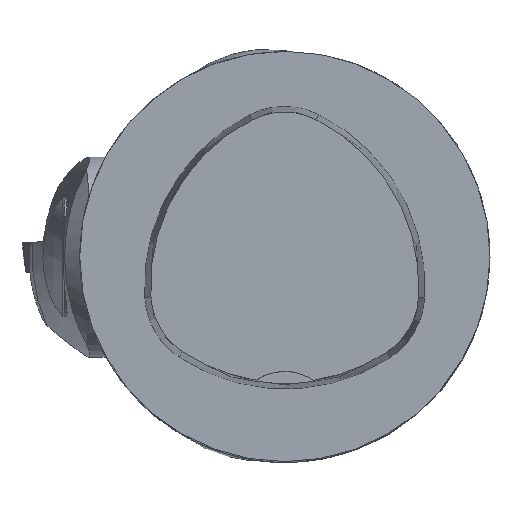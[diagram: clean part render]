
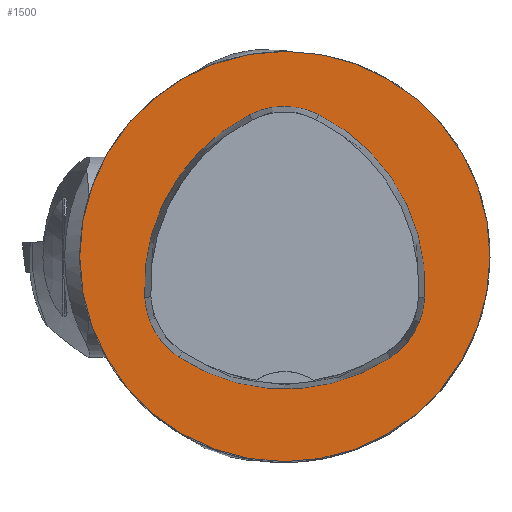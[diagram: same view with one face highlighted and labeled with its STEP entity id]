
A CAD part, top view. The second image highlights one B-rep face of the part: STEP entity #1500.
In plain terms, the highlighted planar face has unit normal (0, 0, 1).
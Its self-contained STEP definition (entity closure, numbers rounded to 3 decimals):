
#679=PLANE('',#8505);
#1091=FACE_BOUND('',#2389,.T.);
#1092=FACE_BOUND('',#2390,.T.);
#1500=ADVANCED_FACE('',(#1091,#1092),#679,.T.);
#2389=EDGE_LOOP('',(#5541,#5542,#5543,#5544,#5545,#5546));
#2390=EDGE_LOOP('',(#5547));
#5541=ORIENTED_EDGE('',*,*,#7609,.T.);
#5542=ORIENTED_EDGE('',*,*,#7589,.T.);
#5543=ORIENTED_EDGE('',*,*,#7593,.T.);
#5544=ORIENTED_EDGE('',*,*,#7596,.T.);
#5545=ORIENTED_EDGE('',*,*,#7599,.T.);
#5546=ORIENTED_EDGE('',*,*,#7607,.T.);
#5547=ORIENTED_EDGE('',*,*,#6699,.F.);
#5940=VERTEX_POINT('',#10912);
#6536=VERTEX_POINT('',#13559);
#6537=VERTEX_POINT('',#13560);
#6540=VERTEX_POINT('',#13568);
#6542=VERTEX_POINT('',#13574);
#6544=VERTEX_POINT('',#13580);
#6551=VERTEX_POINT('',#13601);
#6699=EDGE_CURVE('',#5940,#5940,#7783,.T.);
#7589=EDGE_CURVE('',#6536,#6537,#7926,.T.);
#7593=EDGE_CURVE('',#6537,#6540,#7928,.T.);
#7596=EDGE_CURVE('',#6540,#6542,#7930,.T.);
#7599=EDGE_CURVE('',#6542,#6544,#7932,.T.);
#7607=EDGE_CURVE('',#6544,#6551,#7936,.T.);
#7609=EDGE_CURVE('',#6551,#6536,#7938,.T.);
#7783=CIRCLE('',#8008,16.);
#7926=CIRCLE('',#8482,15.);
#7928=CIRCLE('',#8485,6.);
#7930=CIRCLE('',#8488,15.);
#7932=CIRCLE('',#8491,6.);
#7936=CIRCLE('',#8496,15.);
#7938=CIRCLE('',#8499,6.);
#8008=AXIS2_PLACEMENT_3D('',#10911,#8715,#8716);
#8482=AXIS2_PLACEMENT_3D('',#13558,#10140,#10141);
#8485=AXIS2_PLACEMENT_3D('',#13567,#10148,#10149);
#8488=AXIS2_PLACEMENT_3D('',#13573,#10155,#10156);
#8491=AXIS2_PLACEMENT_3D('',#13579,#10162,#10163);
#8496=AXIS2_PLACEMENT_3D('',#13602,#10174,#10175);
#8499=AXIS2_PLACEMENT_3D('',#13605,#10180,#10181);
#8505=AXIS2_PLACEMENT_3D('',#13611,#10192,#10193);
#8715=DIRECTION('',(0.,0.,-1.));
#8716=DIRECTION('',(-1.,0.,0.));
#10140=DIRECTION('',(0.,0.,-1.));
#10141=DIRECTION('',(-1.,0.,0.));
#10148=DIRECTION('',(0.,0.,-1.));
#10149=DIRECTION('',(-1.,0.,0.));
#10155=DIRECTION('',(0.,0.,-1.));
#10156=DIRECTION('',(-1.,0.,0.));
#10162=DIRECTION('',(0.,0.,-1.));
#10163=DIRECTION('',(-1.,0.,0.));
#10174=DIRECTION('',(0.,0.,-1.));
#10175=DIRECTION('',(-1.,0.,0.));
#10180=DIRECTION('',(0.,0.,-1.));
#10181=DIRECTION('',(-1.,0.,0.));
#10192=DIRECTION('',(0.,0.,1.));
#10193=DIRECTION('',(1.,0.,0.));
#10911=CARTESIAN_POINT('',(0.,0.,0.));
#10912=CARTESIAN_POINT('',(-16.,0.,0.));
#13558=CARTESIAN_POINT('',(4.048,-2.316,0.));
#13559=CARTESIAN_POINT('',(-10.926,-3.206,0.));
#13560=CARTESIAN_POINT('',(-2.774,11.043,0.));
#13567=CARTESIAN_POINT('',(-0.045,5.7,0.));
#13568=CARTESIAN_POINT('',(2.638,11.066,0.));
#13573=CARTESIAN_POINT('',(-4.07,-2.35,0.));
#13574=CARTESIAN_POINT('',(10.903,-3.249,0.));
#13579=CARTESIAN_POINT('',(4.914,-2.889,0.));
#13580=CARTESIAN_POINT('',(8.177,-7.924,0.));
#13601=CARTESIAN_POINT('',(-8.24,-7.859,0.));
#13602=CARTESIAN_POINT('',(0.019,4.663,0.));
#13605=CARTESIAN_POINT('',(-4.936,-2.85,0.));
#13611=CARTESIAN_POINT('',(0.,0.,0.));
